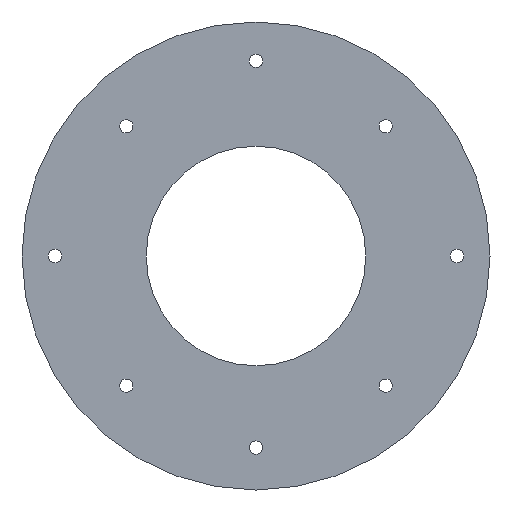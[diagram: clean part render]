
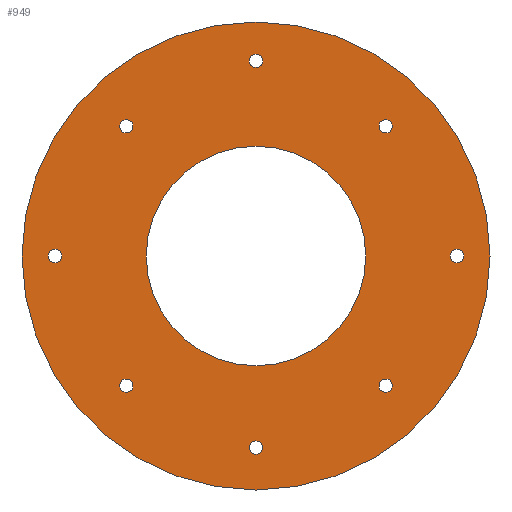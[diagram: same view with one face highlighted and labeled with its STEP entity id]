
A CAD part, front view. The second image highlights one B-rep face of the part: STEP entity #949.
In plain terms, the highlighted planar face has unit normal (0, -1, 0).
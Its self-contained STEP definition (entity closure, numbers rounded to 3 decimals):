
#197=FACE_BOUND('',#304,.T.);
#198=FACE_BOUND('',#305,.T.);
#199=FACE_BOUND('',#306,.T.);
#200=FACE_BOUND('',#307,.T.);
#201=FACE_BOUND('',#308,.T.);
#202=FACE_BOUND('',#309,.T.);
#203=FACE_BOUND('',#310,.T.);
#204=FACE_BOUND('',#311,.T.);
#205=FACE_BOUND('',#312,.T.);
#246=FACE_OUTER_BOUND('',#303,.T.);
#303=EDGE_LOOP('',(#825));
#304=EDGE_LOOP('',(#826));
#305=EDGE_LOOP('',(#827));
#306=EDGE_LOOP('',(#828));
#307=EDGE_LOOP('',(#829));
#308=EDGE_LOOP('',(#830));
#309=EDGE_LOOP('',(#831));
#310=EDGE_LOOP('',(#832));
#311=EDGE_LOOP('',(#833));
#312=EDGE_LOOP('',(#834));
#369=CIRCLE('',#1019,1.425);
#371=CIRCLE('',#1026,1.425);
#372=CIRCLE('',#1038,1.425);
#373=CIRCLE('',#1040,1.425);
#380=CIRCLE('',#1051,50.);
#381=CIRCLE('',#1052,1.425);
#382=CIRCLE('',#1053,1.425);
#383=CIRCLE('',#1054,1.425);
#384=CIRCLE('',#1055,1.425);
#385=CIRCLE('',#1056,23.45);
#441=VERTEX_POINT('',#1508);
#452=VERTEX_POINT('',#1540);
#466=VERTEX_POINT('',#1590);
#467=VERTEX_POINT('',#1594);
#470=VERTEX_POINT('',#1609);
#471=VERTEX_POINT('',#1611);
#472=VERTEX_POINT('',#1613);
#473=VERTEX_POINT('',#1615);
#474=VERTEX_POINT('',#1617);
#475=VERTEX_POINT('',#1619);
#546=EDGE_CURVE('',#441,#441,#369,.T.);
#562=EDGE_CURVE('',#452,#452,#371,.T.);
#586=EDGE_CURVE('',#466,#466,#372,.T.);
#588=EDGE_CURVE('',#467,#467,#373,.T.);
#596=EDGE_CURVE('',#470,#470,#380,.T.);
#597=EDGE_CURVE('',#471,#471,#381,.T.);
#598=EDGE_CURVE('',#472,#472,#382,.T.);
#599=EDGE_CURVE('',#473,#473,#383,.T.);
#600=EDGE_CURVE('',#474,#474,#384,.T.);
#601=EDGE_CURVE('',#475,#475,#385,.T.);
#825=ORIENTED_EDGE('',*,*,#596,.T.);
#826=ORIENTED_EDGE('',*,*,#546,.F.);
#827=ORIENTED_EDGE('',*,*,#562,.F.);
#828=ORIENTED_EDGE('',*,*,#586,.T.);
#829=ORIENTED_EDGE('',*,*,#588,.T.);
#830=ORIENTED_EDGE('',*,*,#597,.F.);
#831=ORIENTED_EDGE('',*,*,#598,.F.);
#832=ORIENTED_EDGE('',*,*,#599,.F.);
#833=ORIENTED_EDGE('',*,*,#600,.F.);
#834=ORIENTED_EDGE('',*,*,#601,.F.);
#908=PLANE('',#1050);
#949=ADVANCED_FACE('',(#246,#197,#198,#199,#200,#201,#202,#203,#204,#205),
#908,.F.);
#1019=AXIS2_PLACEMENT_3D('',#1510,#1213,#1214);
#1026=AXIS2_PLACEMENT_3D('',#1542,#1241,#1242);
#1038=AXIS2_PLACEMENT_3D('',#1591,#1288,#1289);
#1040=AXIS2_PLACEMENT_3D('',#1595,#1293,#1294);
#1050=AXIS2_PLACEMENT_3D('',#1608,#1314,#1315);
#1051=AXIS2_PLACEMENT_3D('',#1610,#1316,#1317);
#1052=AXIS2_PLACEMENT_3D('',#1612,#1318,#1319);
#1053=AXIS2_PLACEMENT_3D('',#1614,#1320,#1321);
#1054=AXIS2_PLACEMENT_3D('',#1616,#1322,#1323);
#1055=AXIS2_PLACEMENT_3D('',#1618,#1324,#1325);
#1056=AXIS2_PLACEMENT_3D('',#1620,#1326,#1327);
#1213=DIRECTION('center_axis',(0.,-1.,0.));
#1214=DIRECTION('ref_axis',(-1.,0.,0.));
#1241=DIRECTION('center_axis',(0.,-1.,0.));
#1242=DIRECTION('ref_axis',(-1.,0.,0.));
#1288=DIRECTION('center_axis',(0.,1.,0.));
#1289=DIRECTION('ref_axis',(-1.,0.,0.));
#1293=DIRECTION('center_axis',(0.,1.,0.));
#1294=DIRECTION('ref_axis',(-1.,0.,0.));
#1314=DIRECTION('center_axis',(0.,1.,0.));
#1315=DIRECTION('ref_axis',(-1.,0.,0.));
#1316=DIRECTION('center_axis',(0.,-1.,0.));
#1317=DIRECTION('ref_axis',(-1.,0.,0.));
#1318=DIRECTION('center_axis',(0.,-1.,0.));
#1319=DIRECTION('ref_axis',(-1.,0.,0.));
#1320=DIRECTION('center_axis',(0.,-1.,0.));
#1321=DIRECTION('ref_axis',(-1.,0.,0.));
#1322=DIRECTION('center_axis',(0.,-1.,0.));
#1323=DIRECTION('ref_axis',(-1.,0.,0.));
#1324=DIRECTION('center_axis',(0.,-1.,0.));
#1325=DIRECTION('ref_axis',(-1.,0.,0.));
#1326=DIRECTION('center_axis',(0.,-1.,0.));
#1327=DIRECTION('ref_axis',(-1.,0.,0.));
#1508=CARTESIAN_POINT('',(1.425,46.14,177.84));
#1510=CARTESIAN_POINT('Origin',(0.,46.14,177.84));
#1540=CARTESIAN_POINT('',(1.425,46.14,95.19));
#1542=CARTESIAN_POINT('Origin',(0.,46.14,
95.19));
#1590=CARTESIAN_POINT('',(-41.525,46.14,136.14));
#1591=CARTESIAN_POINT('Origin',(-42.95,46.14,136.14));
#1594=CARTESIAN_POINT('',(44.375,46.14,136.14));
#1595=CARTESIAN_POINT('Origin',(42.95,46.14,136.14));
#1608=CARTESIAN_POINT('Origin',(0.,46.14,
136.14));
#1609=CARTESIAN_POINT('',(50.,46.14,136.14));
#1610=CARTESIAN_POINT('Origin',(0.,46.14,
136.14));
#1611=CARTESIAN_POINT('',(-26.294,46.14,108.422));
#1612=CARTESIAN_POINT('Origin',(-27.719,46.14,108.422));
#1613=CARTESIAN_POINT('',(29.144,46.14,108.422));
#1614=CARTESIAN_POINT('Origin',(27.719,46.14,108.422));
#1615=CARTESIAN_POINT('',(-26.294,46.14,163.859));
#1616=CARTESIAN_POINT('Origin',(-27.719,46.14,163.859));
#1617=CARTESIAN_POINT('',(29.144,46.14,163.859));
#1618=CARTESIAN_POINT('Origin',(27.719,46.14,163.859));
#1619=CARTESIAN_POINT('',(23.45,46.14,136.14));
#1620=CARTESIAN_POINT('Origin',(0.,46.14,
136.14));
